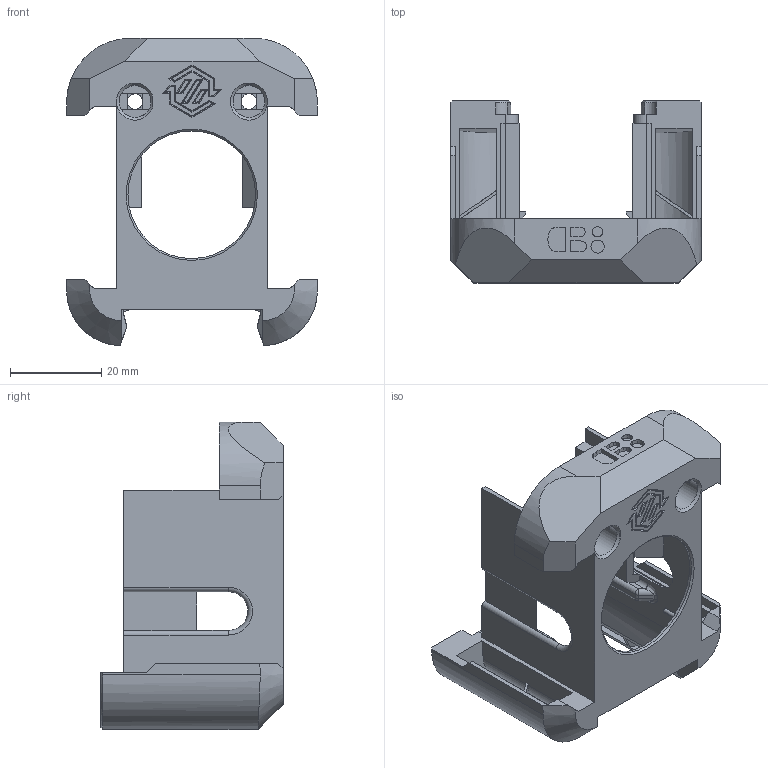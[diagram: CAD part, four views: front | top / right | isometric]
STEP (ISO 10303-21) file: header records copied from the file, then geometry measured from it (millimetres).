
FILE_DESCRIPTION(/* description */ (''),/* implementation_level */ '2;1');
FILE_NAME(/* name */ 'Stealthchanger Cowl.step',/* time_stamp */ '2023-12-25T21:36:10+01:00',/* author */ (''),/* organization */ (''),/* preprocessor_version */ 'ST-DEVELOPER v20',/* originating_system */ 'Autodesk Translation Framework v12.14.0.127',/* authorisation */ '');
FILE_SCHEMA (('AUTOMOTIVE_DESIGN { 1 0 10303 214 3 1 1 }'));
Length unit declared in the file: millimetre
Products named in the file (1): Stealthchanger Cowl
Bounding box: 55 x 40 x 67.41 mm (x, y, z)
Volume: 16803.9 mm3; surface area: 18549.9 mm2
Topology: 2 solids, 3 shells, 466 faces, 1252 edges, 796 vertices
Faces by surface type: plane 307, cylinder 79, bspline 52, cone 20, torus 4, sphere 4
Full cylindrical faces by diameter (mm): 2.9 x2, 3.4 x2, 4.7 x4, 7 x2, 28 x1
Entity records: 15178 total; most frequent: CARTESIAN_POINT 3695, ORIENTED_EDGE 2494, DIRECTION 2175, EDGE_CURVE 1247, LINE 911, VECTOR 911, VERTEX_POINT 796, AXIS2_PLACEMENT_3D 632
